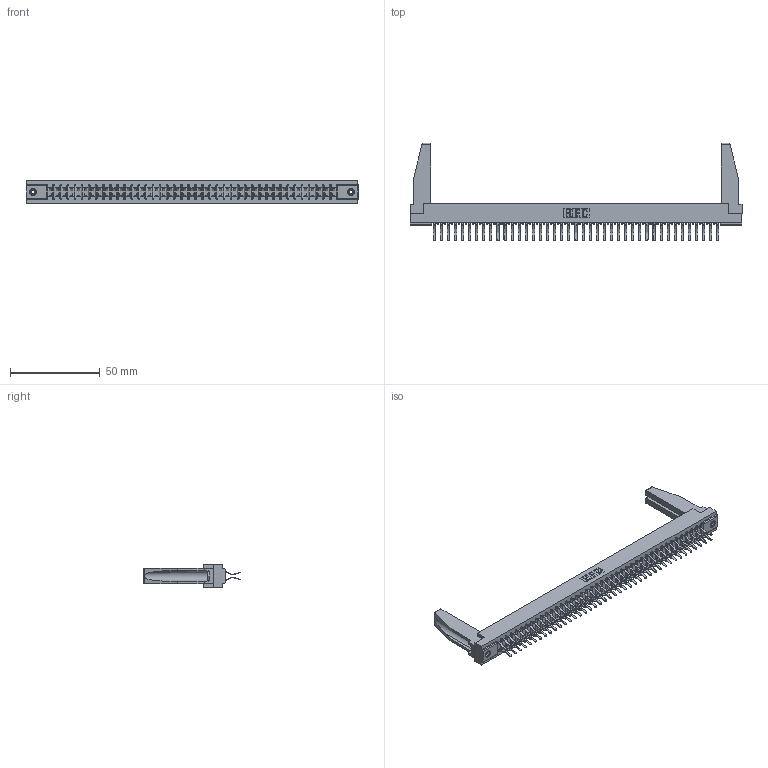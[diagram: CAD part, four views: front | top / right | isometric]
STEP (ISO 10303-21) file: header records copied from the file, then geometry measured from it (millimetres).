
FILE_DESCRIPTION (( 'STEP AP203' ), '1' );
FILE_NAME ('307-082-460-278.STEP', '2020-10-01T11:31:29', ( '' ), ( '' ), 'SwSTEP 2.0', 'SolidWorks 2020', '' );
FILE_SCHEMA (( 'CONFIG_CONTROL_DESIGN' ));
Length unit declared in the file: inch
Products named in the file (5): 345-250-001_345-250-001-102; 307 Part_.156 Dia Mounting Holes; 307-220-078; 307-082-460-278; 307-290-001_560
Assembly tree (87 placements, depth 2):
  307-082-460-278
    307 Part_.156 Dia Mounting Holes
    307-290-001_560  x82
    307-220-078  x2
    345-250-001_345-250-001-102  x2
Bounding box: 185.47 x 54.43 x 12.7 mm (x, y, z)
Volume: 23811.1 mm3; surface area: 28604.8 mm2
Topology: 87 solids, 87 shells, 4390 faces, 12297 edges, 7966 vertices
Faces by surface type: plane 2860, cylinder 1430, sphere 84, cone 12, torus 4
Entity records: 39127 total; most frequent: CARTESIAN_POINT 6411, ORIENTED_EDGE 6312, DIRECTION 6234, EDGE_CURVE 3156, VECTOR 2424, LINE 2424, VERTEX_POINT 2040, AXIS2_PLACEMENT_3D 1905
